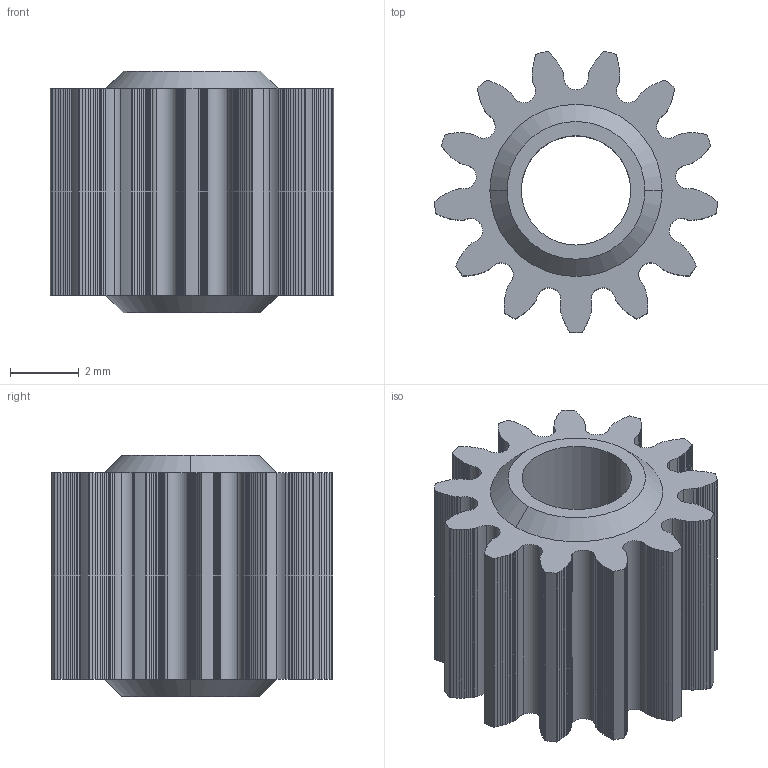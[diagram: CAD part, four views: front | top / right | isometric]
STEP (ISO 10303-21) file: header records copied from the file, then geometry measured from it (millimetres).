
FILE_DESCRIPTION (( 'STEP AP214' ), '1' );
FILE_NAME ('REV-41-1608.STEP', '2019-08-05T22:49:07', ( '' ), ( '' ), 'SwSTEP 2.0', 'SolidWorks 2018', '' );
FILE_SCHEMA (( 'AUTOMOTIVE_DESIGN' ));
Length unit declared in the file: millimetre
Products named in the file (1): REV-41-1608
Bounding box: 8.22 x 8.17 x 7 mm (x, y, z)
Volume: 196.7 mm3; surface area: 395.3 mm2
Topology: 1 solids, 1 shells, 404 faces, 1460 edges, 1060 vertices
Faces by surface type: plane 342, cylinder 32, bspline 26, cone 4
Entity records: 16422 total; most frequent: CARTESIAN_POINT 4355, ORIENTED_EDGE 2920, DIRECTION 1978, EDGE_CURVE 1460, VECTOR 1076, LINE 1076, VERTEX_POINT 1060, AXIS2_PLACEMENT_3D 451
